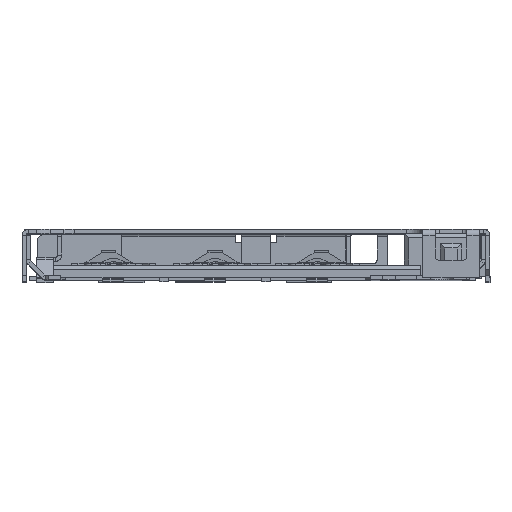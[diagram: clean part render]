
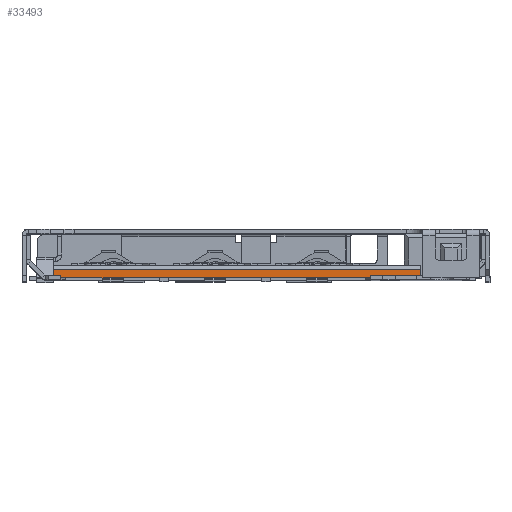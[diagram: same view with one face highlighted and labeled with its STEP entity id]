
A CAD part, top view. The second image highlights one B-rep face of the part: STEP entity #33493.
In plain terms, the highlighted planar face has unit normal (0, 0, 1).
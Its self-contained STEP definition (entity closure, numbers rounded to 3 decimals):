
#964 = DIRECTION ( 'NONE',  ( 1., 0., 0. ) ) ;
#1258 = LINE ( 'NONE', #5504, #7186 ) ;
#1802 = CARTESIAN_POINT ( 'NONE',  ( 3.948, -1.11, 0. ) ) ;
#3855 = VERTEX_POINT ( 'NONE', #41831 ) ;
#4001 = CARTESIAN_POINT ( 'NONE',  ( -4.669, -1.16, 0. ) ) ;
#4194 = LINE ( 'NONE', #21771, #36672 ) ;
#4897 = CARTESIAN_POINT ( 'NONE',  ( 2.742, -1.11, 0. ) ) ;
#5456 = EDGE_LOOP ( 'NONE', ( #17784, #37503, #24039, #12358, #42761, #14404, #42017, #29365 ) ) ;
#5504 = CARTESIAN_POINT ( 'NONE',  ( -4.85, -0.96, 0. ) ) ;
#6259 = CARTESIAN_POINT ( 'NONE',  ( -4.85, -1.11, 0. ) ) ;
#6786 = EDGE_CURVE ( 'NONE', #41623, #37363, #11317, .T. ) ;
#7186 = VECTOR ( 'NONE', #46891, 1000. ) ;
#7920 = CARTESIAN_POINT ( 'NONE',  ( -4.85, -1.11, 0. ) ) ;
#9256 = DIRECTION ( 'NONE',  ( 0., -1., 0. ) ) ;
#9611 = CARTESIAN_POINT ( 'NONE',  ( 2.742, -1.16, 0. ) ) ;
#10435 = CARTESIAN_POINT ( 'NONE',  ( -4.669, 7.75, 0. ) ) ;
#11317 = LINE ( 'NONE', #1802, #40267 ) ;
#11537 = LINE ( 'NONE', #10435, #45755 ) ;
#12358 = ORIENTED_EDGE ( 'NONE', *, *, #15818, .T. ) ;
#12396 = EDGE_CURVE ( 'NONE', #37638, #47576, #11537, .T. ) ;
#12913 = CARTESIAN_POINT ( 'NONE',  ( -4.85, -1.11, 0. ) ) ;
#14404 = ORIENTED_EDGE ( 'NONE', *, *, #21399, .F. ) ;
#15007 = DIRECTION ( 'NONE',  ( -1., 0., 0. ) ) ;
#15818 = EDGE_CURVE ( 'NONE', #26475, #37638, #27689, .T. ) ;
#16571 = VECTOR ( 'NONE', #39667, 1000. ) ;
#16609 = AXIS2_PLACEMENT_3D ( 'NONE', #40023, #47430, #24985 ) ;
#17226 = PLANE ( 'NONE',  #16609 ) ;
#17784 = ORIENTED_EDGE ( 'NONE', *, *, #6786, .T. ) ;
#18088 = DIRECTION ( 'NONE',  ( 1., 0., 0. ) ) ;
#21399 = EDGE_CURVE ( 'NONE', #40159, #47576, #47355, .T. ) ;
#21771 = CARTESIAN_POINT ( 'NONE',  ( -4.85, -1.11, 0. ) ) ;
#22627 = EDGE_CURVE ( 'NONE', #3855, #26475, #29561, .T. ) ;
#23289 = VECTOR ( 'NONE', #9256, 1000. ) ;
#24039 = ORIENTED_EDGE ( 'NONE', *, *, #22627, .T. ) ;
#24985 = DIRECTION ( 'NONE',  ( -1., 0., 0. ) ) ;
#25890 = EDGE_CURVE ( 'NONE', #36735, #40159, #43390, .T. ) ;
#26475 = VERTEX_POINT ( 'NONE', #6259 ) ;
#27689 = LINE ( 'NONE', #7920, #40705 ) ;
#29365 = ORIENTED_EDGE ( 'NONE', *, *, #47093, .T. ) ;
#29561 = LINE ( 'NONE', #12913, #16571 ) ;
#31308 = FACE_OUTER_BOUND ( 'NONE', #5456, .T. ) ;
#32421 = CARTESIAN_POINT ( 'NONE',  ( -4.669, -1.16, 0. ) ) ;
#32538 = CARTESIAN_POINT ( 'NONE',  ( 2.742, 7.75, 0. ) ) ;
#33493 = ADVANCED_FACE ( 'NONE', ( #31308 ), #17226, .F. ) ;
#35534 = CARTESIAN_POINT ( 'NONE',  ( 3.948, -0.96, 0. ) ) ;
#36284 = CARTESIAN_POINT ( 'NONE',  ( 3.948, -1.11, 0. ) ) ;
#36424 = DIRECTION ( 'NONE',  ( 0., 1., 0. ) ) ;
#36672 = VECTOR ( 'NONE', #18088, 1000. ) ;
#36735 = VERTEX_POINT ( 'NONE', #4897 ) ;
#37016 = DIRECTION ( 'NONE',  ( 0., -1., 0. ) ) ;
#37363 = VERTEX_POINT ( 'NONE', #35534 ) ;
#37503 = ORIENTED_EDGE ( 'NONE', *, *, #38581, .T. ) ;
#37638 = VERTEX_POINT ( 'NONE', #44273 ) ;
#38581 = EDGE_CURVE ( 'NONE', #37363, #3855, #1258, .T. ) ;
#39667 = DIRECTION ( 'NONE',  ( 0., -1., 0. ) ) ;
#40023 = CARTESIAN_POINT ( 'NONE',  ( 0., 0., 0. ) ) ;
#40159 = VERTEX_POINT ( 'NONE', #9611 ) ;
#40267 = VECTOR ( 'NONE', #36424, 1000. ) ;
#40268 = VECTOR ( 'NONE', #15007, 1000. ) ;
#40705 = VECTOR ( 'NONE', #964, 1000. ) ;
#41623 = VERTEX_POINT ( 'NONE', #36284 ) ;
#41831 = CARTESIAN_POINT ( 'NONE',  ( -4.85, -0.96, 0. ) ) ;
#42017 = ORIENTED_EDGE ( 'NONE', *, *, #25890, .F. ) ;
#42761 = ORIENTED_EDGE ( 'NONE', *, *, #12396, .T. ) ;
#43390 = LINE ( 'NONE', #32538, #23289 ) ;
#44273 = CARTESIAN_POINT ( 'NONE',  ( -4.669, -1.11, 0. ) ) ;
#45755 = VECTOR ( 'NONE', #37016, 1000. ) ;
#46891 = DIRECTION ( 'NONE',  ( -1., 0., 0. ) ) ;
#47093 = EDGE_CURVE ( 'NONE', #36735, #41623, #4194, .T. ) ;
#47355 = LINE ( 'NONE', #4001, #40268 ) ;
#47430 = DIRECTION ( 'NONE',  ( 0., 0., -1. ) ) ;
#47576 = VERTEX_POINT ( 'NONE', #32421 ) ;
